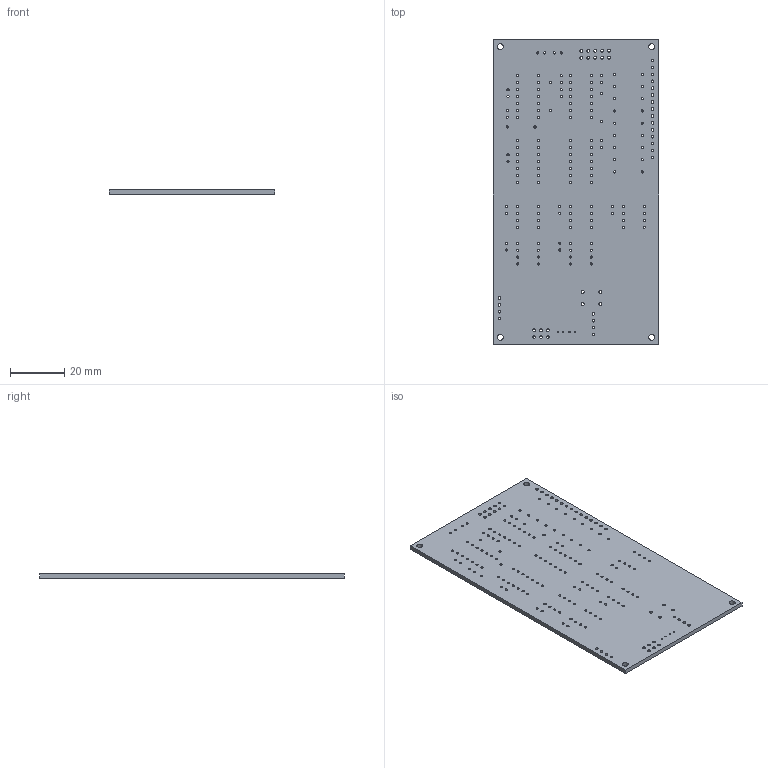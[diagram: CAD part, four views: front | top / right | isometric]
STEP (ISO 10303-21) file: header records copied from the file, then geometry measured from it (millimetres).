
FILE_DESCRIPTION(('KiCad electronic assembly'),'2;1');
FILE_NAME('main-3D.step','2021-01-17T13:02:06',('An Author'),( 'A Company'),'Open CASCADE STEP processor 7.4', 'KiCad to STEP converter','Unknown');
FILE_SCHEMA(('AUTOMOTIVE_DESIGN { 1 0 10303 214 1 1 1 1 }'));
Length unit declared in the file: millimetre
Products named in the file (2): Open CASCADE STEP translator 7.4 1; COMPOUND
Assembly tree (1 placements, depth 2):
  Open CASCADE STEP translator 7.4 1
    COMPOUND
Bounding box: 60.6 x 111.76 x 1.6 mm (x, y, z)
Volume: 10636.1 mm3; surface area: 14715.1 mm2
Topology: 1 solids, 1 shells, 205 faces, 609 edges, 406 vertices
Faces by surface type: cylinder 199, plane 6
Full cylindrical faces by diameter (mm): 0.5 x4, 0.8 x148, 1 x29, 1.016 x10, 1.1 x4, 2.2 x4
Entity records: 17075 total; most frequent: CARTESIAN_POINT 4828, DIRECTION 2241, ORIENTED_EDGE 1218, PCURVE 1218, DEFINITIONAL_REPRESENTATION 1218, LINE 1031, VECTOR 1031, EDGE_CURVE 609
